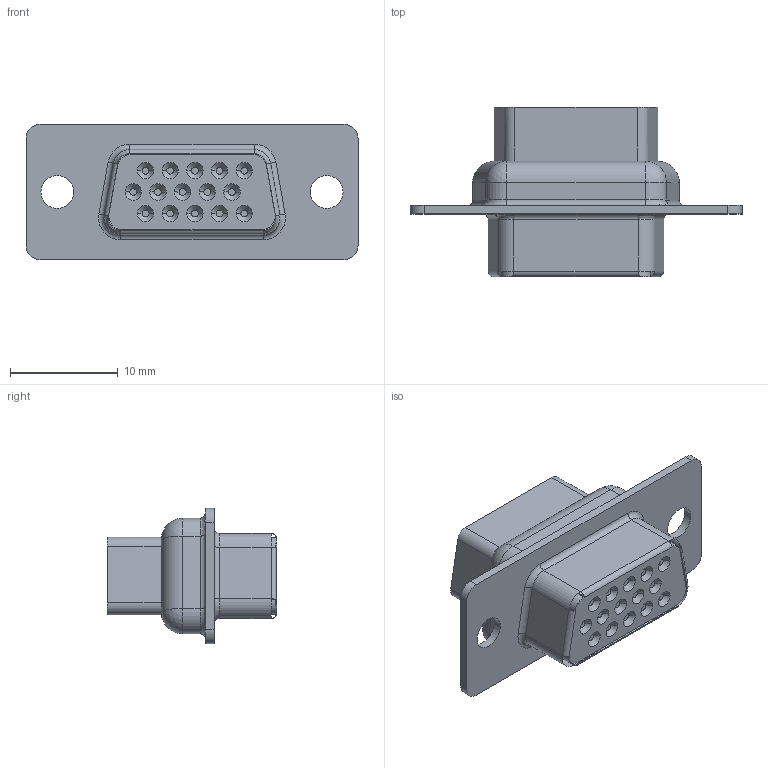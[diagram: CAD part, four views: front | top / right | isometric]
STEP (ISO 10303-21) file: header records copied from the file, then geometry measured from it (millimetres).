
FILE_DESCRIPTION(/* description */ (''),/* implementation_level */ '2;1');
FILE_NAME(/* name */ '100230410ugm000_a.stp',/* time_stamp */ '2014-03-13T08:21:56+01:00',/* author */ (''),/* organization */ (''),/* preprocessor_version */ 'ST-DEVELOPER v15',/* originating_system */ 'SIEMENS PLM Software NX 8.5',/* authorisation */ '');
FILE_SCHEMA (('AUTOMOTIVE_DESIGN { 1 0 10303 214 3 1 1 1 }'));
Length unit declared in the file: millimetre
Products named in the file (1): 100230410ugm000_a
Bounding box: 30.81 x 15.7 x 12.55 mm (x, y, z)
Surface area: 3268.8 mm2 (no closed solid volume)
Topology: 0 solids, 1 shells, 291 faces, 886 edges, 1182 vertices
Faces by surface type: revolution 130, plane 93, cylinder 48, sphere 12, bspline 8
Entity records: 12743 total; most frequent: CARTESIAN_POINT 2813, DIRECTION 1676, ORIENTED_EDGE 1406, EDGE_CURVE 712, STYLED_ITEM 544, PRESENTATION_STYLE_ASSIGNMENT 544, AXIS2_PLACEMENT_3D 544, VERTEX_POINT 465
